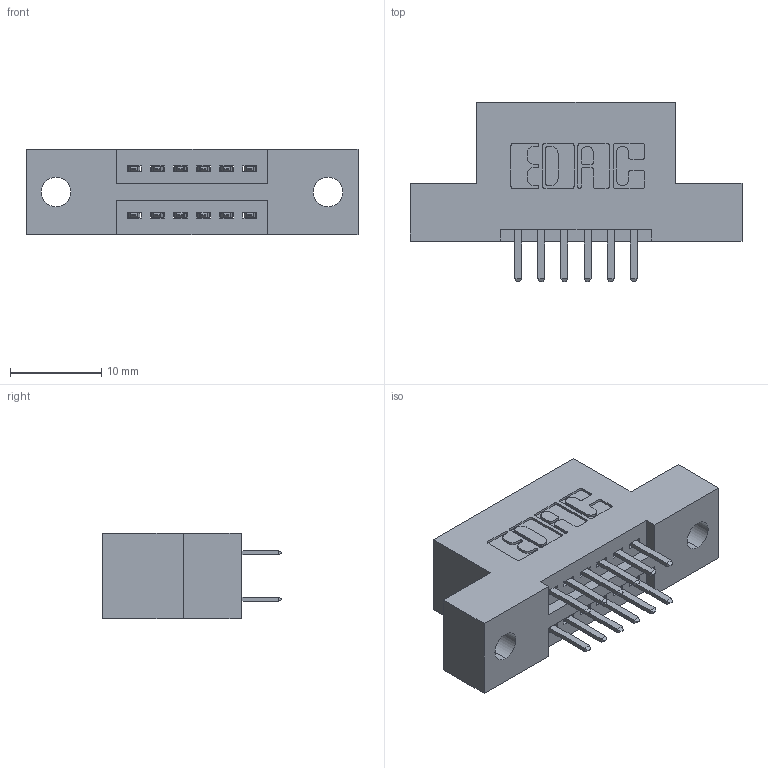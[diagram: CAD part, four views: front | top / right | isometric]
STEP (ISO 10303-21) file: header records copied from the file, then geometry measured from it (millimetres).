
FILE_DESCRIPTION (( 'STEP AP203' ), '1' );
FILE_NAME ('345-012-520-202.STEP', '2019-10-26T15:25:11', ( '' ), ( '' ), 'SwSTEP 2.0', 'SolidWorks 2016', '' );
FILE_SCHEMA (( 'CONFIG_CONTROL_DESIGN' ));
Length unit declared in the file: inch
Products named in the file (3): 345-012-520-202; 345-292-001_345-293-120; 345 Part_Flush Mounting Lugs - 0.128 Dia
Assembly tree (13 placements, depth 2):
  345-012-520-202
    345 Part_Flush Mounting Lugs - 0.128 Dia
    345-292-001_345-293-120  x12
Bounding box: 36.45 x 19.68 x 9.4 mm (x, y, z)
Volume: 3164.6 mm3; surface area: 3696.6 mm2
Topology: 13 solids, 13 shells, 774 faces, 2225 edges, 1450 vertices
Faces by surface type: plane 500, cylinder 274
Entity records: 9671 total; most frequent: CARTESIAN_POINT 1668, ORIENTED_EDGE 1590, DIRECTION 1503, EDGE_CURVE 795, LINE 635, VECTOR 635, VERTEX_POINT 526, AXIS2_PLACEMENT_3D 434
